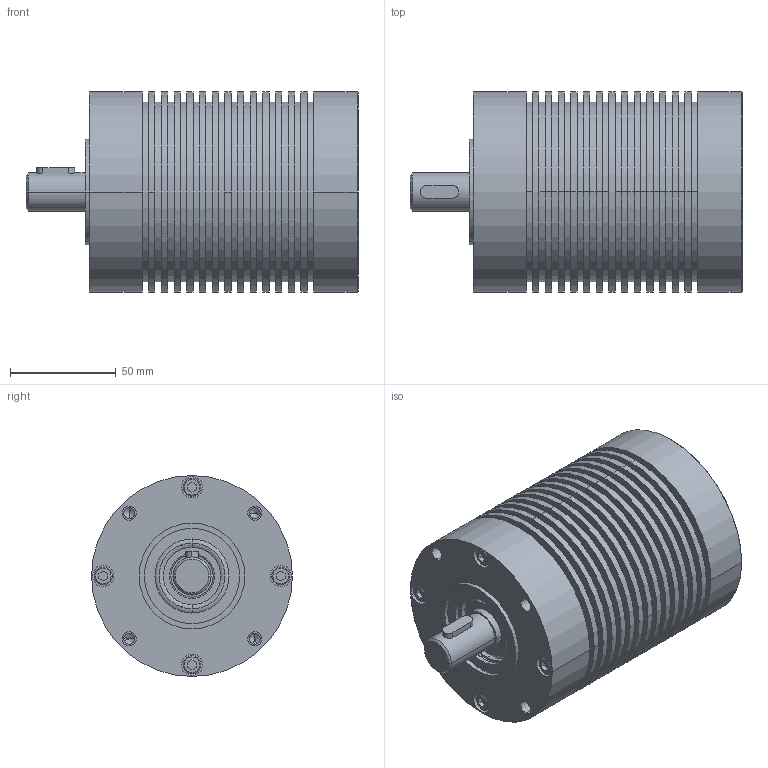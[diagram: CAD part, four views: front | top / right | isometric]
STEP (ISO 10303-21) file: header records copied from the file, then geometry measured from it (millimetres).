
FILE_DESCRIPTION(('CoCreate Modeling STEP Export'),'2;1');
FILE_NAME('020a-011_BDH6.stp','2010-06-07T10:18:05',(''),(''),'CoCreate Modeling STEP processor for AP214 (Solid Model)','CoCreate Modeling 16.00D 29-May-2009 (C) Parametric Technology GmbH','');
FILE_SCHEMA(('AUTOMOTIVE_DESIGN { 1 0 10303 214 1 1 1 1 }'));
Length unit declared in the file: millimetre
Products named in the file (2): 020a-011_BDH6
Assembly tree (1 placements, depth 2):
  020a-011_BDH6
    020a-011_BDH6
Bounding box: 157 x 95 x 95 mm (x, y, z)
Volume: 721583.8 mm3; surface area: 178568 mm2
Topology: 1 solids, 17 shells, 488 faces, 1069 edges, 665 vertices
Faces by surface type: cylinder 242, plane 144, cone 52, torus 50
Entity records: 12219 total; most frequent: CARTESIAN_POINT 2721, ORIENTED_EDGE 2090, DIRECTION 1619, EDGE_CURVE 1045, VERTEX_POINT 665, AXIS2_PLACEMENT_3D 609, EDGE_LOOP 592, FACE_OUTER_BOUND 488
